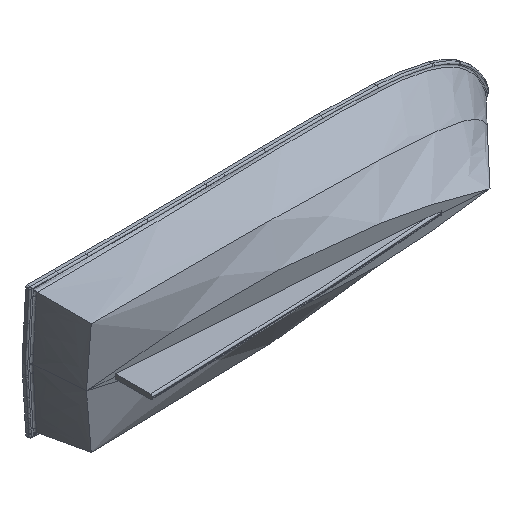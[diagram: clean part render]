
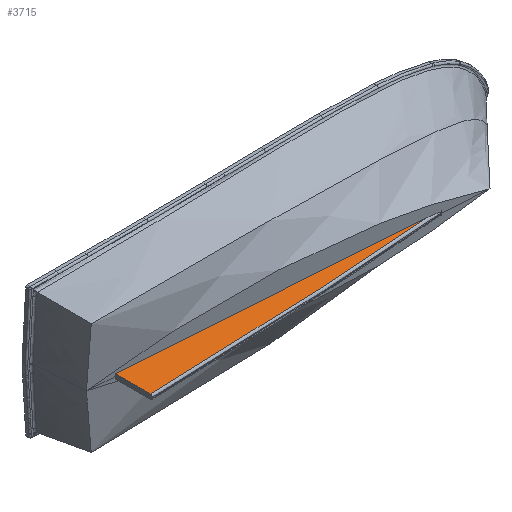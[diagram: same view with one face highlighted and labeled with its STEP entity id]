
A CAD part, isometric view. The second image highlights one B-rep face of the part: STEP entity #3715.
In plain terms, the highlighted planar face has unit normal (0, 0, 1).
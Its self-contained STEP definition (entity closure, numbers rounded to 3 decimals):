
#16=PLANE('',#3746);
#106=LINE('',#24550,#197);
#197=VECTOR('',#3839,10.);
#415=FACE_OUTER_BOUND('',#618,.T.);
#618=EDGE_LOOP('',(#3205,#3206,#3207));
#1079=B_SPLINE_CURVE_WITH_KNOTS('',3,(#24534,#24535,#24536,#24537,#24538,
#24539,#24540,#24541,#24542,#24543),.UNSPECIFIED.,.F.,.F.,(4,1,1,1,1,1,
1,4),(-31.595,-28.231,-23.526,-21.174,
-18.821,-14.116,-9.41,-0.007),
 .UNSPECIFIED.);
#1080=B_SPLINE_CURVE_WITH_KNOTS('',3,(#24546,#24547,#24548,#24549),
 .UNSPECIFIED.,.F.,.F.,(4,4),(-5.988,-0.625),
 .UNSPECIFIED.);
#1491=VERTEX_POINT('',#24457);
#1494=VERTEX_POINT('',#24519);
#1495=VERTEX_POINT('',#24545);
#2081=EDGE_CURVE('',#1494,#1491,#1079,.T.);
#2082=EDGE_CURVE('',#1495,#1494,#1080,.T.);
#2083=EDGE_CURVE('',#1495,#1491,#106,.T.);
#3205=ORIENTED_EDGE('',*,*,#2081,.F.);
#3206=ORIENTED_EDGE('',*,*,#2082,.F.);
#3207=ORIENTED_EDGE('',*,*,#2083,.T.);
#3715=ADVANCED_FACE('',(#415),#16,.T.);
#3746=AXIS2_PLACEMENT_3D('',#24544,#3837,#3838);
#3837=DIRECTION('center_axis',(0.,0.,1.));
#3838=DIRECTION('ref_axis',(1.,0.,0.));
#3839=DIRECTION('',(0.,-1.,0.));
#24457=CARTESIAN_POINT('',(-228.048,-102.999,2.5));
#24519=CARTESIAN_POINT('',(87.413,-87.544,2.5));
#24534=CARTESIAN_POINT('Ctrl Pts',(87.413,-87.544,2.5));
#24535=CARTESIAN_POINT('Ctrl Pts',(76.234,-88.403,2.5));
#24536=CARTESIAN_POINT('Ctrl Pts',(49.417,-90.444,2.5));
#24537=CARTESIAN_POINT('Ctrl Pts',(14.769,-92.973,2.5));
#24538=CARTESIAN_POINT('Ctrl Pts',(-16.537,-94.947,
2.5));
#24539=CARTESIAN_POINT('Ctrl Pts',(-47.862,-96.593,
2.5));
#24540=CARTESIAN_POINT('Ctrl Pts',(-87.042,-98.17,
2.5));
#24541=CARTESIAN_POINT('Ctrl Pts',(-149.715,-100.397,
2.5));
#24542=CARTESIAN_POINT('Ctrl Pts',(-196.719,-101.962,2.5));
#24543=CARTESIAN_POINT('Ctrl Pts',(-228.048,-102.999,
2.5));
#24544=CARTESIAN_POINT('Origin',(-63.552,-85.042,2.5));
#24545=CARTESIAN_POINT('',(-228.048,-65.083,2.5));
#24546=CARTESIAN_POINT('Ctrl Pts',(-228.048,-65.083,
2.5));
#24547=CARTESIAN_POINT('Ctrl Pts',(-197.553,-67.256,
2.5));
#24548=CARTESIAN_POINT('Ctrl Pts',(26.628,-83.216,2.5));
#24549=CARTESIAN_POINT('Ctrl Pts',(87.413,-87.544,2.5));
#24550=CARTESIAN_POINT('',(-228.048,-65.083,2.5));
